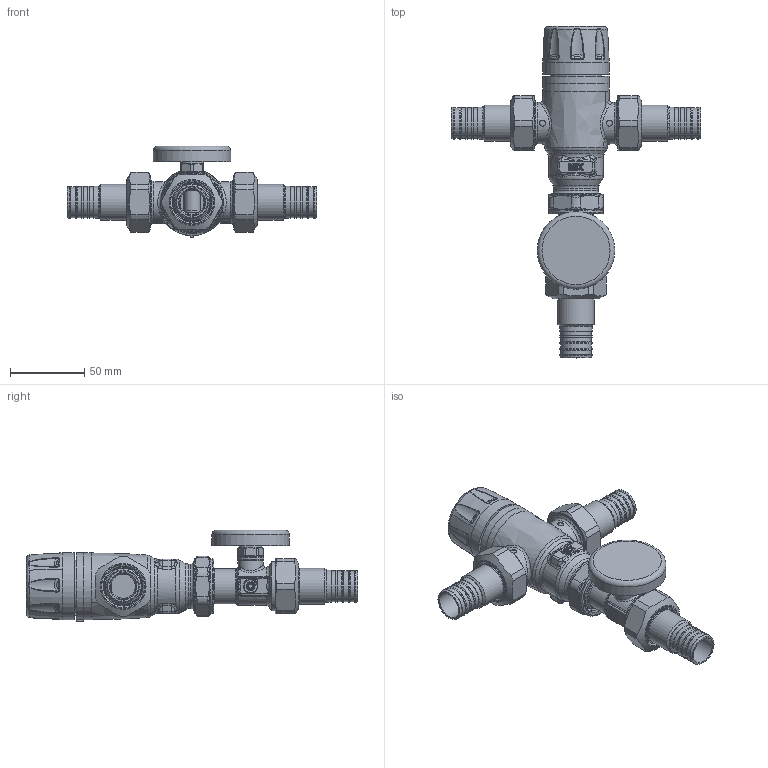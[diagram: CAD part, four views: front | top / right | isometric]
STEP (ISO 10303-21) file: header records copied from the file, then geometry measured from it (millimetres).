
FILE_DESCRIPTION(/* description */ (''),/* implementation_level */ '2;1');
FILE_NAME(/* name */ '521617A.stp',/* time_stamp */ '2025-06-25T09:45:31-05:00',/* author */ ('ischreiner'),/* organization */ (''),/* preprocessor_version */ 'ST-DEVELOPER v20',/* originating_system */ 'Autodesk Inventor 2024',/* authorisation */ '');
FILE_SCHEMA (('AUTOMOTIVE_DESIGN { 1 0 10303 214 3 1 1 }'));
Products named in the file (9): 521617A; 521101A; F0015065 PEX crimp 1 in tailpiece for check; F61008 - 1 inch union nut; F0002466 probe asm 1 inch union; F0000603 probe with 1 inch male G thread; F0002386 drywell tin plated; NA11031 Temp Gauge; F0000698 1 inch slip nut
Assembly tree (12 placements, depth 3):
  521617A
    521101A
    F0015065 PEX crimp 1 in tailpiece for check  x3
    F61008 - 1 inch union nut  x3
    F0002466 probe asm 1 inch union
      F0000603 probe with 1 inch male G thread
      F0002386 drywell tin plated
    NA11031 Temp Gauge
    F0000698 1 inch slip nut
Bounding box: 168.35 x 224.02 x 61.9 mm (x, y, z)
Volume: 274819.2 mm3; surface area: 81775.5 mm2
Topology: 11 solids, 11 shells, 1881 faces, 4298 edges, 2361 vertices
Faces by surface type: bspline 639, cylinder 583, plane 315, torus 121, cone 117, sphere 106
Full cylindrical faces by diameter (mm): 2 x1, 4 x2, 8 x1, 9 x1, 9.017 x1, 10.008 x1, 11.176 x1, 11.227 x1, 11.43 x1, 11.5 x1, 12.954 x1, 13.5 x1, 13.6 x1, 15.24 x1, 15.875 x1, 16.256 x3, 17 x1, 18 x1, 18.161 x3, 19 x1, 20.091 x6, 20.574 x3, 20.6 x3, 20.701 x12, 21 x1, 21.742 x15, 22 x4, 23.5 x1, 24 x1, 24.384 x3
Entity records: 110001 total; most frequent: CARTESIAN_POINT 73160, ORIENTED_EDGE 7644, DIRECTION 6992, EDGE_CURVE 3822, AXIS2_PLACEMENT_3D 2941, VERTEX_POINT 2161, EDGE_LOOP 1793, FACE_OUTER_BOUND 1729
